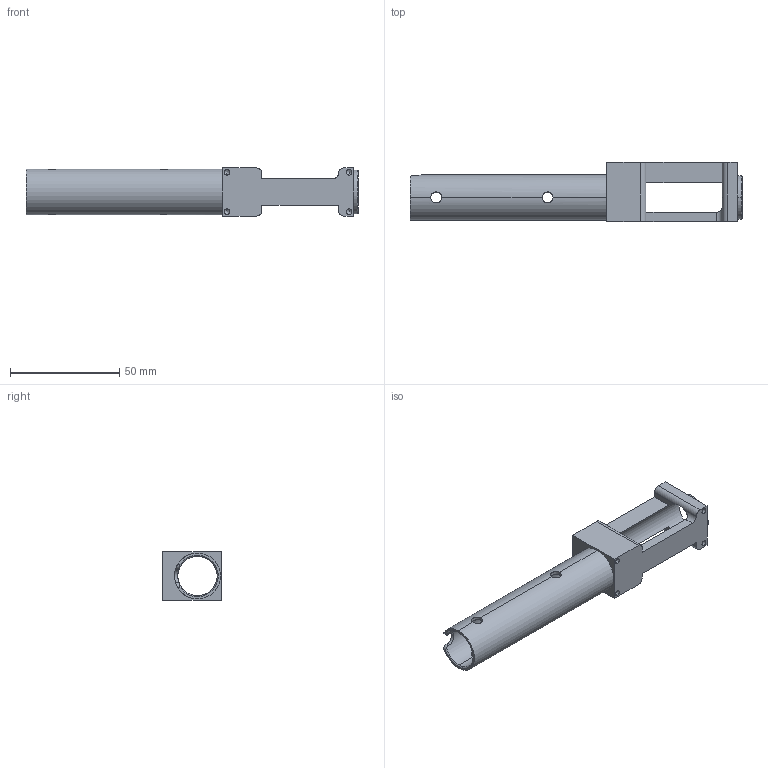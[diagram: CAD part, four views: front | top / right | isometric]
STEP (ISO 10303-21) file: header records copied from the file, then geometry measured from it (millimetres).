
FILE_DESCRIPTION (( 'STEP AP214' ), '1' );
FILE_NAME ('蘿奪.STEP', '2017-04-05T08:41:28', ( '' ), ( '' ), 'SwSTEP 2.0', 'SolidWorks 2017', '' );
FILE_SCHEMA (( 'AUTOMOTIVE_DESIGN' ));
Length unit declared in the file: millimetre
Products named in the file (1): 蘿奪
Bounding box: 152 x 27 x 22 mm (x, y, z)
Volume: 20763.3 mm3; surface area: 18954.4 mm2
Topology: 1 solids, 1 shells, 78 faces, 227 edges, 133 vertices
Faces by surface type: cylinder 36, plane 23, cone 19
Entity records: 3314 total; most frequent: CARTESIAN_POINT 1068, ORIENTED_EDGE 426, DIRECTION 401, EDGE_CURVE 213, AXIS2_PLACEMENT_3D 142, VERTEX_POINT 133, LINE 117, VECTOR 117
